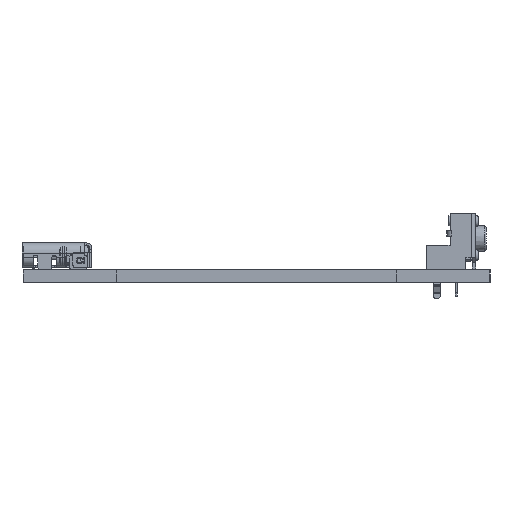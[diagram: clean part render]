
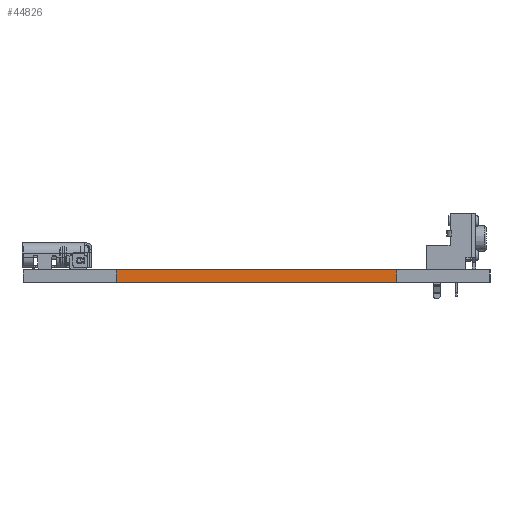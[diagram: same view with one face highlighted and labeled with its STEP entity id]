
A CAD part, left-side view. The second image highlights one B-rep face of the part: STEP entity #44826.
In plain terms, the highlighted planar face has unit normal (-1, 0, 0).
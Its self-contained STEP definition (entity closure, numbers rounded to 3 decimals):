
#43417 = VERTEX_POINT('',#43418);
#43418 = CARTESIAN_POINT('',(76.924,-84.913,0.));
#43424 = EDGE_CURVE('',#43425,#43417,#43427,.T.);
#43425 = VERTEX_POINT('',#43426);
#43426 = CARTESIAN_POINT('',(76.924,-121.082,0.));
#43427 = LINE('',#43428,#43429);
#43428 = CARTESIAN_POINT('',(76.924,-121.082,0.));
#43429 = VECTOR('',#43430,1.);
#43430 = DIRECTION('',(0.,1.,0.));
#44082 = VERTEX_POINT('',#44083);
#44083 = CARTESIAN_POINT('',(76.924,-84.913,1.6));
#44089 = EDGE_CURVE('',#44090,#44082,#44092,.T.);
#44090 = VERTEX_POINT('',#44091);
#44091 = CARTESIAN_POINT('',(76.924,-121.082,1.6));
#44092 = LINE('',#44093,#44094);
#44093 = CARTESIAN_POINT('',(76.924,-121.082,1.6));
#44094 = VECTOR('',#44095,1.);
#44095 = DIRECTION('',(0.,1.,0.));
#44796 = EDGE_CURVE('',#43417,#44082,#44797,.T.);
#44797 = LINE('',#44798,#44799);
#44798 = CARTESIAN_POINT('',(76.924,-84.913,0.));
#44799 = VECTOR('',#44800,1.);
#44800 = DIRECTION('',(0.,0.,1.));
#44826 = ADVANCED_FACE('',(#44827),#44838,.T.);
#44827 = FACE_BOUND('',#44828,.T.);
#44828 = EDGE_LOOP('',(#44829,#44835,#44836,#44837));
#44829 = ORIENTED_EDGE('',*,*,#44830,.T.);
#44830 = EDGE_CURVE('',#43425,#44090,#44831,.T.);
#44831 = LINE('',#44832,#44833);
#44832 = CARTESIAN_POINT('',(76.924,-121.082,0.));
#44833 = VECTOR('',#44834,1.);
#44834 = DIRECTION('',(0.,0.,1.));
#44835 = ORIENTED_EDGE('',*,*,#44089,.T.);
#44836 = ORIENTED_EDGE('',*,*,#44796,.F.);
#44837 = ORIENTED_EDGE('',*,*,#43424,.F.);
#44838 = PLANE('',#44839);
#44839 = AXIS2_PLACEMENT_3D('',#44840,#44841,#44842);
#44840 = CARTESIAN_POINT('',(76.924,-121.082,0.));
#44841 = DIRECTION('',(-1.,0.,0.));
#44842 = DIRECTION('',(0.,1.,0.));
